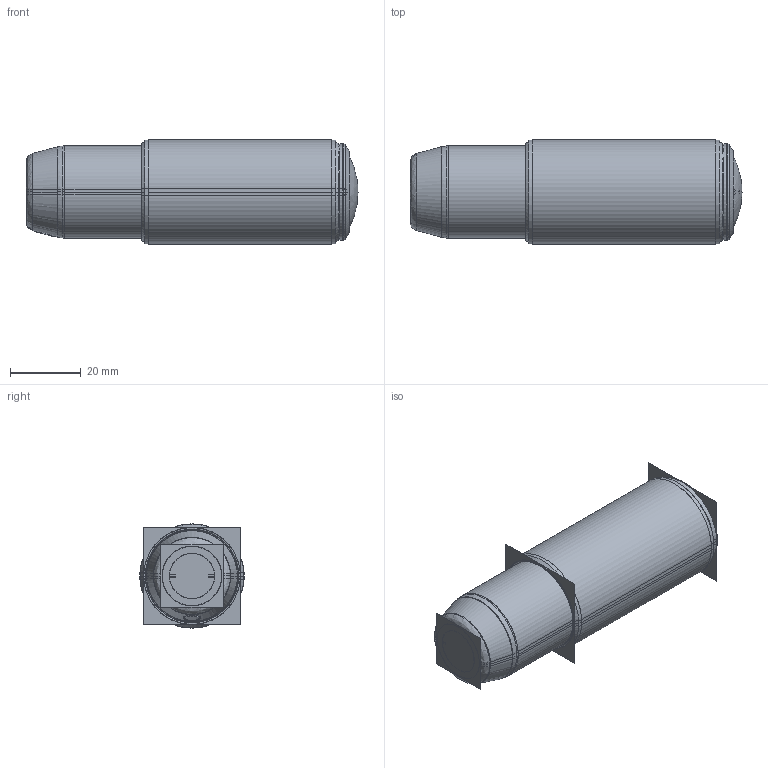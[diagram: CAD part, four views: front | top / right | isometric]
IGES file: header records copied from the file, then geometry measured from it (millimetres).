
Start section:  PTC IGES file: 148995_sm01.igs
Global section: file name: 148995_sm01.igs; native system: Creo Parametric by PTC Inc.; preprocessor: 2022414; author: banengservice; organization: Unknown; date: 20250815.133005; units: millimetre
Bounding box: 93.9 x 29.46 x 29.46 mm (x, y, z)
Volume: 56041.5 mm3; surface area: 40360.4 mm2
Topology: 1 solids, 1 shells, 86 faces, 422 edges, 543 vertices
Faces by surface type: revolution 76, bspline 10
